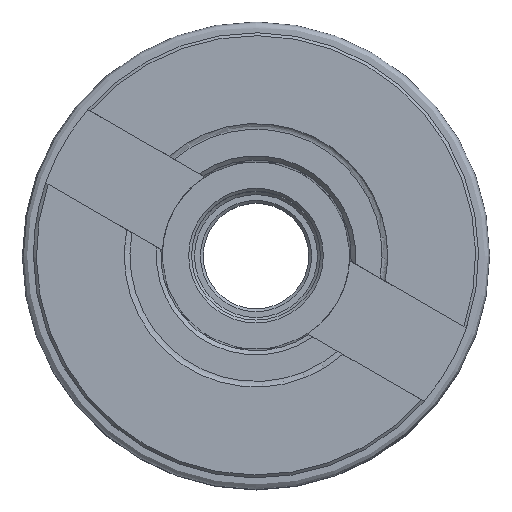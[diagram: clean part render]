
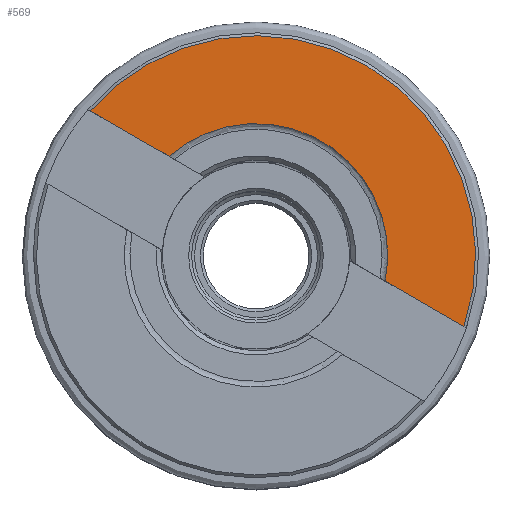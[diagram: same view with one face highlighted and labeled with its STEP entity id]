
A CAD part, top view. The second image highlights one B-rep face of the part: STEP entity #569.
In plain terms, the highlighted planar face has unit normal (0, 0, 1).
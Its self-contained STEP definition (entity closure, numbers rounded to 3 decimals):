
#133=FACE_OUTER_BOUND('',#198,.T.);
#150=LINE('',#2336,#166);
#157=LINE('',#2372,#173);
#166=VECTOR('',#1538,1.);
#173=VECTOR('',#1571,1.);
#182=PLANE('',#1350);
#198=EDGE_LOOP('',(#287,#288,#289,#290));
#287=ORIENTED_EDGE('',*,*,#422,.F.);
#288=ORIENTED_EDGE('',*,*,#423,.T.);
#289=ORIENTED_EDGE('',*,*,#424,.T.);
#290=ORIENTED_EDGE('',*,*,#406,.T.);
#406=EDGE_CURVE('',#722,#721,#150,.T.);
#422=EDGE_CURVE('',#733,#721,#472,.T.);
#423=EDGE_CURVE('',#733,#734,#157,.T.);
#424=EDGE_CURVE('',#734,#722,#473,.T.);
#472=CIRCLE('',#1348,22.5);
#473=CIRCLE('',#1349,37.5);
#569=ADVANCED_FACE('',(#133),#182,.T.);
#721=VERTEX_POINT('',#2335);
#722=VERTEX_POINT('',#2337);
#733=VERTEX_POINT('',#2371);
#734=VERTEX_POINT('',#2373);
#1348=AXIS2_PLACEMENT_3D('',#2370,#1569,#1570);
#1349=AXIS2_PLACEMENT_3D('',#2374,#1572,#1573);
#1350=AXIS2_PLACEMENT_3D('',#2375,#1574,#1575);
#1538=DIRECTION('',(0.866,-0.5,0.));
#1569=DIRECTION('',(0.,0.,1.));
#1570=DIRECTION('',(-1.,0.,0.));
#1571=DIRECTION('',(0.866,-0.5,0.));
#1572=DIRECTION('',(0.,0.,1.));
#1573=DIRECTION('',(-1.,0.,0.));
#1574=DIRECTION('',(0.,0.,1.));
#1575=DIRECTION('',(-1.,0.,0.));
#2335=CARTESIAN_POINT('',(-14.839,16.913,0.));
#2336=CARTESIAN_POINT('',(3.614,6.259,0.));
#2337=CARTESIAN_POINT('',(-28.253,24.658,0.));
#2370=CARTESIAN_POINT('',(0.,0.,0.));
#2371=CARTESIAN_POINT('',(22.067,-4.395,0.));
#2372=CARTESIAN_POINT('',(-47.698,35.884,0.));
#2373=CARTESIAN_POINT('',(35.481,-12.139,0.));
#2374=CARTESIAN_POINT('',(0.,0.,0.));
#2375=CARTESIAN_POINT('',(0.,0.,0.));
